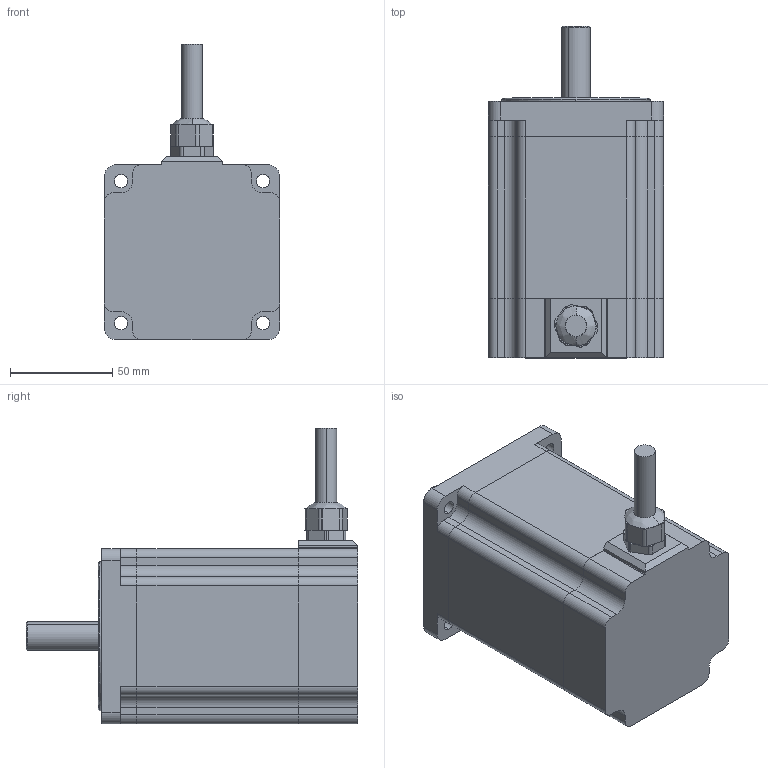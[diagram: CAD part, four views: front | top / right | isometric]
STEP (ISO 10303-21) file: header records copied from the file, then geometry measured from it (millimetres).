
FILE_DESCRIPTION(('FreeCAD Model'),'2;1');
FILE_NAME('MSW342B244W1AA6.0.STEP', '2017-02-06T11:21:43',('Author'),(''), 'Open CASCADE STEP processor 6.8','FreeCAD','Unknown');
FILE_SCHEMA(('AUTOMOTIVE_DESIGN_CC2 { 1 2 10303 214 -1 1 5 4 }'));
Length unit declared in the file: millimetre
Products named in the file (5): ASSEMBLY; Shaft; Rear_flange; House; Front_flange
Assembly tree (4 placements, depth 2):
  ASSEMBLY
    Shaft
    Rear_flange
    House
    Front_flange
Bounding box: 85.85 x 162.6 x 144.85 mm (x, y, z)
Volume: 668975.9 mm3; surface area: 100281.1 mm2
Topology: 4 solids, 4 shells, 257 faces, 677 edges, 440 vertices
Faces by surface type: plane 135, cylinder 104, bspline 10, cone 8
Entity records: 29605 total; most frequent: CARTESIAN_POINT 16891, DIRECTION 2099, ORIENTED_EDGE 1354, PCURVE 1354, DEFINITIONAL_REPRESENTATION 1354, LINE 941, VECTOR 941, EDGE_CURVE 677
